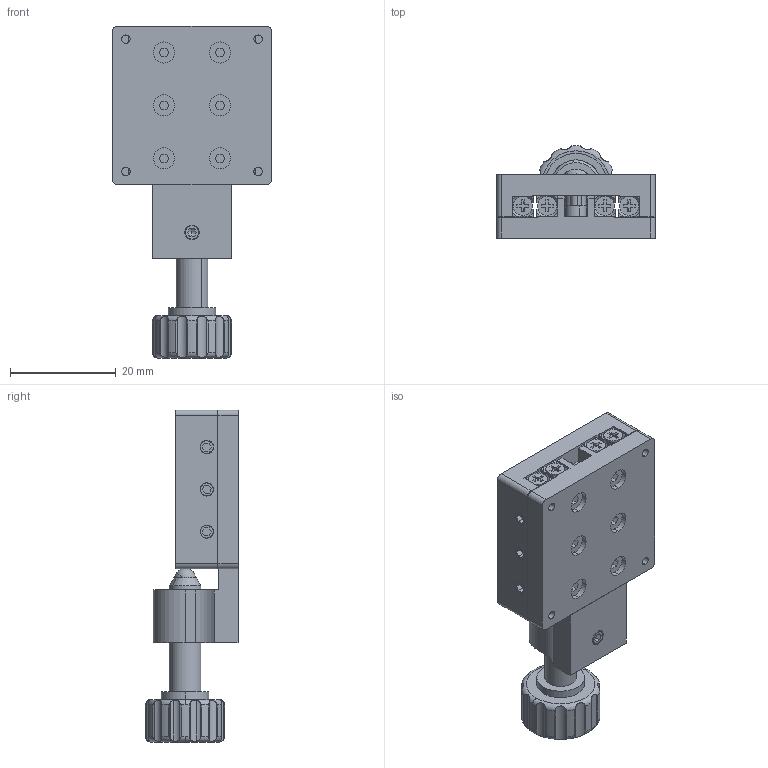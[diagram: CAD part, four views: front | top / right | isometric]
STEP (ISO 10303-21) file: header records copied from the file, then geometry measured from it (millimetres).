
FILE_DESCRIPTION (( 'STEP AP203' ), '1' );
FILE_NAME ('56CTS-1M.STEP', '2016-05-04T01:40:38', ( '' ), ( '' ), 'SwSTEP 2.0', 'SolidWorks 2016', '' );
FILE_SCHEMA (( 'CONFIG_CONTROL_DESIGN' ));
Length unit declared in the file: millimetre
Products named in the file (1): 56CTS-1M
Bounding box: 30 x 17.6 x 62.73 mm (x, y, z)
Volume: 13225.9 mm3; surface area: 14391.3 mm2
Topology: 40 solids, 40 shells, 923 faces, 2323 edges, 1510 vertices
Faces by surface type: plane 472, cylinder 329, cone 116, torus 4, sphere 2
Entity records: 28663 total; most frequent: CARTESIAN_POINT 6205, DIRECTION 4610, ORIENTED_EDGE 4600, EDGE_CURVE 2300, AXIS2_PLACEMENT_3D 1628, VERTEX_POINT 1507, VECTOR 1354, LINE 1354
